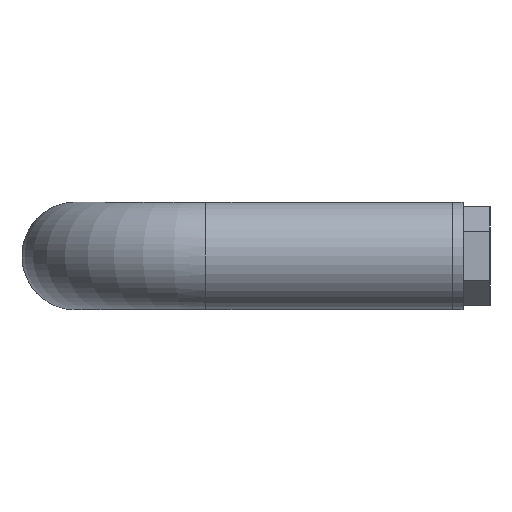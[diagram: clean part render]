
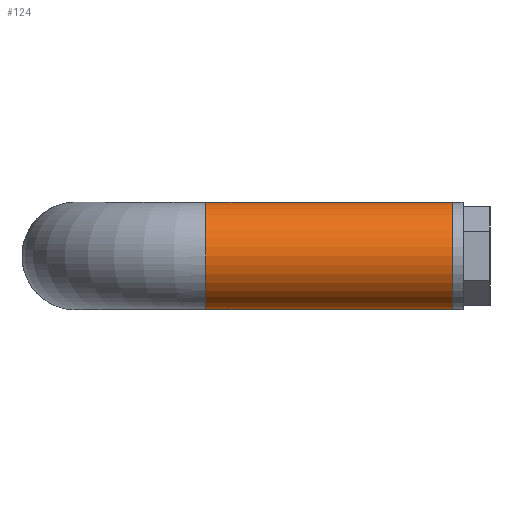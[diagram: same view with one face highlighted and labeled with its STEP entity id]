
A CAD part, left-side view. The second image highlights one B-rep face of the part: STEP entity #124.
In plain terms, the highlighted cylindrical face has radius 5.01 mm (diameter 10.02 mm), a full revolution.
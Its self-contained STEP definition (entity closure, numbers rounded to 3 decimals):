
#124 = ADVANCED_FACE( '', ( #269, #270 ), #271, .T. );
#269 = FACE_OUTER_BOUND( '', #424, .T. );
#270 = FACE_OUTER_BOUND( '', #425, .T. );
#271 = CYLINDRICAL_SURFACE( '', #426, 5.01 );
#424 = EDGE_LOOP( '', ( #673 ) );
#425 = EDGE_LOOP( '', ( #674 ) );
#426 = AXIS2_PLACEMENT_3D( '', #675, #676, #677 );
#673 = ORIENTED_EDGE( '', *, *, #768, .F. );
#674 = ORIENTED_EDGE( '', *, *, #765, .T. );
#675 = CARTESIAN_POINT( '', ( 5., 0., 0. ) );
#676 = DIRECTION( '', ( 0., -1., 0. ) );
#677 = DIRECTION( '', ( 0., 0., 1. ) );
#765 = EDGE_CURVE( '', #878, #878, #879, .T. );
#768 = EDGE_CURVE( '', #883, #883, #884, .T. );
#878 = VERTEX_POINT( '', #1094 );
#879 = CIRCLE( '', #1095, 5.01 );
#883 = VERTEX_POINT( '', #1099 );
#884 = CIRCLE( '', #1100, 5.01 );
#1094 = CARTESIAN_POINT( '', ( 5., 22.9, 5.01 ) );
#1095 = AXIS2_PLACEMENT_3D( '', #1297, #1298, #1299 );
#1099 = CARTESIAN_POINT( '', ( 5., 0., 5.01 ) );
#1100 = AXIS2_PLACEMENT_3D( '', #1303, #1304, #1305 );
#1297 = CARTESIAN_POINT( '', ( 5., 22.9, 0. ) );
#1298 = DIRECTION( '', ( 0., -1., 0. ) );
#1299 = DIRECTION( '', ( 0., 0., 1. ) );
#1303 = CARTESIAN_POINT( '', ( 5., 0., 0. ) );
#1304 = DIRECTION( '', ( 0., -1., 0. ) );
#1305 = DIRECTION( '', ( 0., 0., 1. ) );
